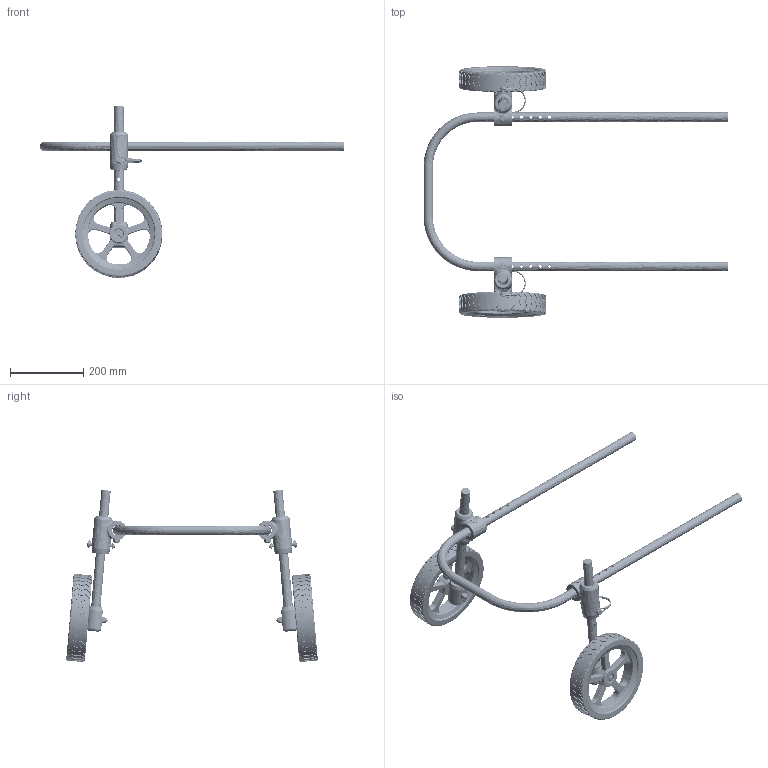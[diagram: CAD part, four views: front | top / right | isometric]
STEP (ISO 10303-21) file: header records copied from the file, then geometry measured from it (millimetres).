
FILE_DESCRIPTION(('FreeCAD Model'),'2;1');
FILE_NAME('Open CASCADE Shape Model','2025-04-29T13:47:56',('FreeCAD'),( 'FreeCAD'),'Open CASCADE STEP processor 7.6','FreeCAD','Unknown');
FILE_SCHEMA(('AUTOMOTIVE_DESIGN { 1 0 10303 214 1 1 1 1 }'));
Products named in the file (1): Open CASCADE STEP translator 7.6 1
Bounding box: 829.61 x 684.49 x 468.24 mm (x, y, z)
Volume: 3381745.7 mm3; surface area: 965412.8 mm2
Topology: 45 solids, 45 shells, 2952 faces, 8132 edges, 5238 vertices
Faces by surface type: bspline 2952
Entity records: 162822 total; most frequent: CARTESIAN_POINT 118517, ORIENTED_EDGE 16064, EDGE_CURVE 8032, VERTEX_POINT 5238, B_SPLINE_CURVE_WITH_KNOTS 4084, FACE_BOUND 3242, EDGE_LOOP 3242, ADVANCED_FACE 2952
